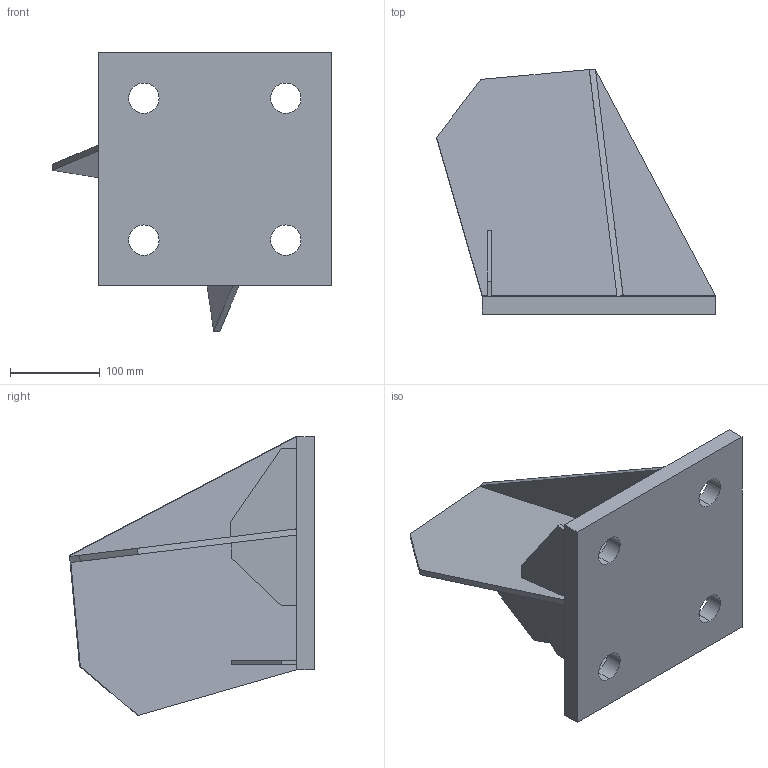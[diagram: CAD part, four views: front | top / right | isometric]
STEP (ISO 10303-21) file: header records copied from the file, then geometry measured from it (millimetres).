
FILE_DESCRIPTION (( 'STEP AP214' ), '1' );
FILE_NAME ('SmallOne.STEP', '2022-09-18T20:46:00', ( '' ), ( '' ), 'SwSTEP 2.0', 'SolidWorks 2019', '' );
FILE_SCHEMA (( 'AUTOMOTIVE_DESIGN' ));
Length unit declared in the file: millimetre
Products named in the file (3): SmallOne; 铁塔工作站总装图.STEP; ____________.STEP
Assembly tree (2 placements, depth 3):
  SmallOne
    铁塔工作站总装图.STEP
      ____________.STEP
Bounding box: 310.88 x 273.3 x 310.88 mm (x, y, z)
Volume: 2086513.5 mm3; surface area: 427887.4 mm2
Topology: 8 solids, 8 shells, 61 faces, 135 edges, 90 vertices
Faces by surface type: plane 53, cylinder 8
Entity records: 1836 total; most frequent: CARTESIAN_POINT 292, DIRECTION 285, ORIENTED_EDGE 270, EDGE_CURVE 135, LINE 119, VECTOR 119, VERTEX_POINT 90, AXIS2_PLACEMENT_3D 83
